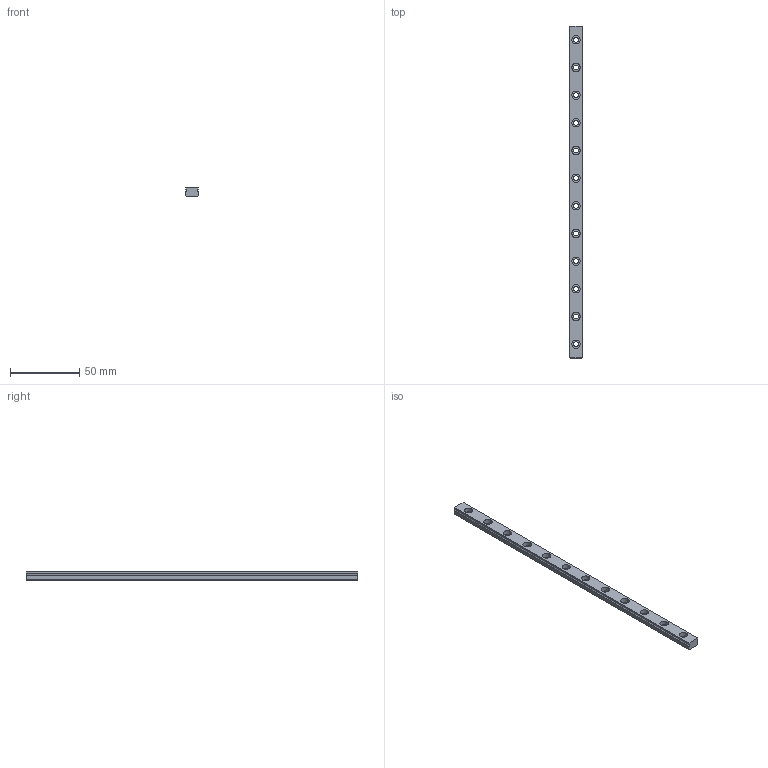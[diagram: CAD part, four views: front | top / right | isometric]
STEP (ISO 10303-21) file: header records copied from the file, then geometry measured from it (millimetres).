
FILE_DESCRIPTION(/* description */ ('STEP AP242','CAx-IF Rec.Pracs.---Representation and Presentation of Product Manufacturing Information (PMI)---4.0---2014-10-13','CAx-IF Rec.Pracs.---3D Tessellated Geometry---0.4---2014-09-14','2;1'),/* implementation_level */ '2;1');
FILE_NAME(/* name */ '6230e5e7fef31f62a338fb5f',/* time_stamp */ '2022-03-15T19:15:52+00:00',/* author */ (''),/* organization */ (''),/* preprocessor_version */ 'ST-DEVELOPER v18.101',/* originating_system */ ' ',/* authorisation */ ' ');
FILE_SCHEMA (('AP242_MANAGED_MODEL_BASED_3D_ENGINEERING_MIM_LF { 1 0 10303 442 1 1 4 }'));
Length unit declared in the file: metre
Products named in the file (1): IKO LWL9 BCS linear guideway rail 240mm
Bounding box: 9 x 240 x 6 mm (x, y, z)
Volume: 11182.1 mm3; surface area: 8358.8 mm2
Topology: 1 solids, 1 shells, 48 faces, 102 edges, 68 vertices
Faces by surface type: cylinder 26, plane 22
Full cylindrical faces by diameter (mm): 3.5 x12, 6 x12
Entity records: 1268 total; most frequent: DIRECTION 228, CARTESIAN_POINT 195, ORIENTED_EDGE 156, EDGE_LOOP 108, FACE_BOUND 108, AXIS2_PLACEMENT_3D 101, EDGE_CURVE 78, VERTEX_POINT 68
